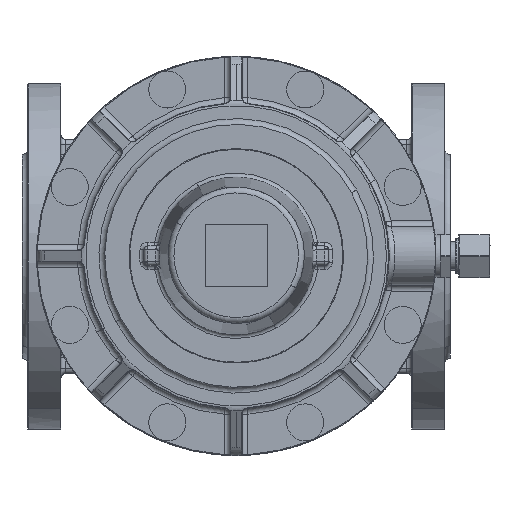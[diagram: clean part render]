
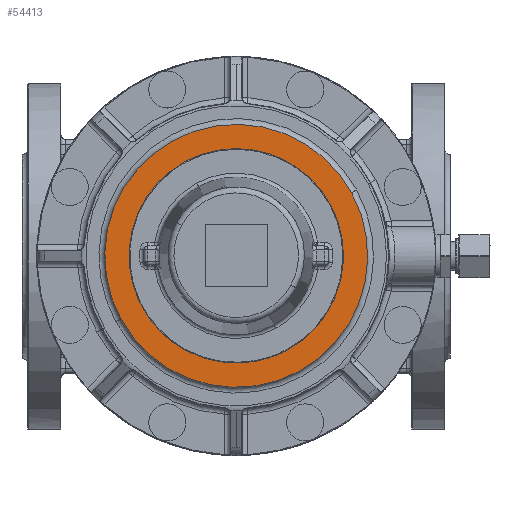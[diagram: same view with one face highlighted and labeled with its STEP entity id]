
A CAD part, top view. The second image highlights one B-rep face of the part: STEP entity #54413.
In plain terms, the highlighted planar face has unit normal (0, 0, 1).
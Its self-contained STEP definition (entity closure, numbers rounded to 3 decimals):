
#54243=CARTESIAN_POINT('Vertex',(59.237,32.361,191.)) ;
#54246=CARTESIAN_POINT('Axis2P3D Location',(0.,0.,191.)) ;
#54250=CARTESIAN_POINT('Vertex',(-59.237,-32.361,191.)) ;
#54270=CARTESIAN_POINT('Axis2P3D Location',(0.,0.,191.)) ;
#54378=CARTESIAN_POINT('Axis2P3D Location',(-10.,0.,191.)) ;
#54387=CARTESIAN_POINT('Axis2P3D Location',(0.,0.,191.)) ;
#54391=CARTESIAN_POINT('Vertex',(26.129,-47.828,191.)) ;
#54393=CARTESIAN_POINT('Vertex',(-26.129,47.828,191.)) ;
#54396=CARTESIAN_POINT('Axis2P3D Location',(0.,0.,191.)) ;
#54400=CARTESIAN_POINT('Vertex',(20.212,-50.613,191.)) ;
#54403=CARTESIAN_POINT('Axis2P3D Location',(0.,0.,191.)) ;
#54247=DIRECTION('Axis2P3D Direction',(0.,0.,1.)) ;
#54271=DIRECTION('Axis2P3D Direction',(0.,-0.,1.)) ;
#54379=DIRECTION('Axis2P3D Direction',(0.,0.,1.)) ;
#54380=DIRECTION('Axis2P3D XDirection',(-1.,0.,0.)) ;
#54388=DIRECTION('Axis2P3D Direction',(0.,0.,1.)) ;
#54397=DIRECTION('Axis2P3D Direction',(0.,0.,1.)) ;
#54404=DIRECTION('Axis2P3D Direction',(0.,0.,1.)) ;
#54248=AXIS2_PLACEMENT_3D('Circle Axis2P3D',#54246,#54247,$) ;
#54272=AXIS2_PLACEMENT_3D('Circle Axis2P3D',#54270,#54271,$) ;
#54381=AXIS2_PLACEMENT_3D('Plane Axis2P3D',#54378,#54379,#54380) ;
#54389=AXIS2_PLACEMENT_3D('Circle Axis2P3D',#54387,#54388,$) ;
#54398=AXIS2_PLACEMENT_3D('Circle Axis2P3D',#54396,#54397,$) ;
#54405=AXIS2_PLACEMENT_3D('Circle Axis2P3D',#54403,#54404,$) ;
#54384=ORIENTED_EDGE('',*,*,#54274,.T.) ;
#54385=ORIENTED_EDGE('',*,*,#54252,.T.) ;
#54409=ORIENTED_EDGE('',*,*,#54395,.F.) ;
#54410=ORIENTED_EDGE('',*,*,#54402,.F.) ;
#54411=ORIENTED_EDGE('',*,*,#54407,.F.) ;
#54412=FACE_BOUND('',#54408,.T.) ;
#54413=ADVANCED_FACE('Brep With Voids',(#54386,#54412),#54382,.T.) ;
#54249=CIRCLE('generated circle',#54248,67.5) ;
#54273=CIRCLE('generated circle',#54272,67.5) ;
#54390=CIRCLE('generated circle',#54389,54.5) ;
#54399=CIRCLE('generated circle',#54398,54.5) ;
#54406=CIRCLE('generated circle',#54405,54.5) ;
#54252=EDGE_CURVE('',#54251,#54244,#54249,.T.) ;
#54274=EDGE_CURVE('',#54244,#54251,#54273,.T.) ;
#54395=EDGE_CURVE('',#54392,#54394,#54390,.T.) ;
#54402=EDGE_CURVE('',#54401,#54392,#54399,.T.) ;
#54407=EDGE_CURVE('',#54394,#54401,#54406,.T.) ;
#54383=EDGE_LOOP('',(#54384,#54385)) ;
#54408=EDGE_LOOP('',(#54409,#54410,#54411)) ;
#54386=FACE_OUTER_BOUND('',#54383,.T.) ;
#54382=PLANE('',#54381) ;
#54244=VERTEX_POINT('',#54243) ;
#54251=VERTEX_POINT('',#54250) ;
#54392=VERTEX_POINT('',#54391) ;
#54394=VERTEX_POINT('',#54393) ;
#54401=VERTEX_POINT('',#54400) ;
